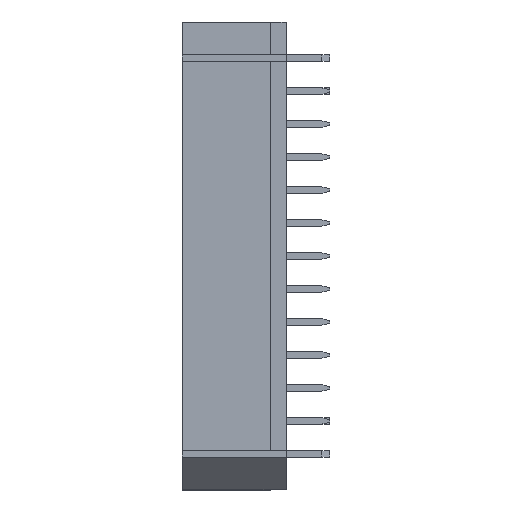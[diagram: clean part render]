
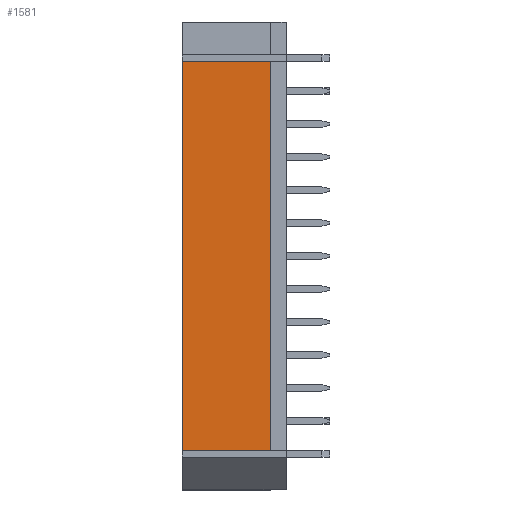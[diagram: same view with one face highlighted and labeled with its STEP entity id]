
A CAD part, left-side view. The second image highlights one B-rep face of the part: STEP entity #1581.
In plain terms, the highlighted planar face has unit normal (-1, 0, 0).
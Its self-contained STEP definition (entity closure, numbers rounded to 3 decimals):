
#1581=ADVANCED_FACE('NONE',(#4248),#4249,.F.);
#4248=FACE_OUTER_BOUND('',#7837,.T.);
#4249=PLANE('',#7838);
#7837=EDGE_LOOP('',(#17157,#17158,#17159,#17160));
#7838=AXIS2_PLACEMENT_3D('',#17161,#17162,#17163);
#17157=ORIENTED_EDGE('',*,*,#27671,.F.);
#17158=ORIENTED_EDGE('',*,*,#27672,.F.);
#17159=ORIENTED_EDGE('',*,*,#27673,.T.);
#17160=ORIENTED_EDGE('',*,*,#26922,.F.);
#17161=CARTESIAN_POINT('',(-18.025,8.0,18.025));
#17162=DIRECTION('',(1.0,-0.0,0.0));
#17163=DIRECTION('',(0.0,1.0,-0.0));
#26922=EDGE_CURVE('NONE',#33301,#33303,#33304,.T.);
#27671=EDGE_CURVE('NONE',#34791,#33301,#34792,.T.);
#27672=EDGE_CURVE('NONE',#34793,#34791,#34794,.T.);
#27673=EDGE_CURVE('NONE',#34793,#33303,#34795,.T.);
#33301=VERTEX_POINT('NONE',#43086);
#33303=VERTEX_POINT('NONE',#43089);
#33304=LINE('',#43090,#43091);
#34791=VERTEX_POINT('NONE',#45322);
#34792=LINE('',#45323,#45324);
#34793=VERTEX_POINT('NONE',#45325);
#34794=LINE('',#45326,#45327);
#34795=LINE('',#45328,#45329);
#43086=CARTESIAN_POINT('',(-18.025,8.0,-14.99));
#43089=CARTESIAN_POINT('',(-18.025,8.,14.99));
#43090=CARTESIAN_POINT('',(-18.025,8.0,18.025));
#43091=VECTOR('',#53466,1000.0);
#45322=CARTESIAN_POINT('',(-18.025,1.2,-14.99));
#45323=CARTESIAN_POINT('',(-18.025,0.,-14.99));
#45324=VECTOR('',#54223,1000.0);
#45325=CARTESIAN_POINT('',(-18.025,1.2,14.99));
#45326=CARTESIAN_POINT('',(-18.025,1.2,-18.025));
#45327=VECTOR('',#54224,1000.0);
#45328=CARTESIAN_POINT('',(-18.025,0.,14.99));
#45329=VECTOR('',#54225,1000.0);
#53466=DIRECTION('',(-0.0,-0.0,1.0));
#54223=DIRECTION('',(0.,1.0,0.));
#54224=DIRECTION('',(0.,0.,-1.0));
#54225=DIRECTION('',(0.,1.0,0.));
